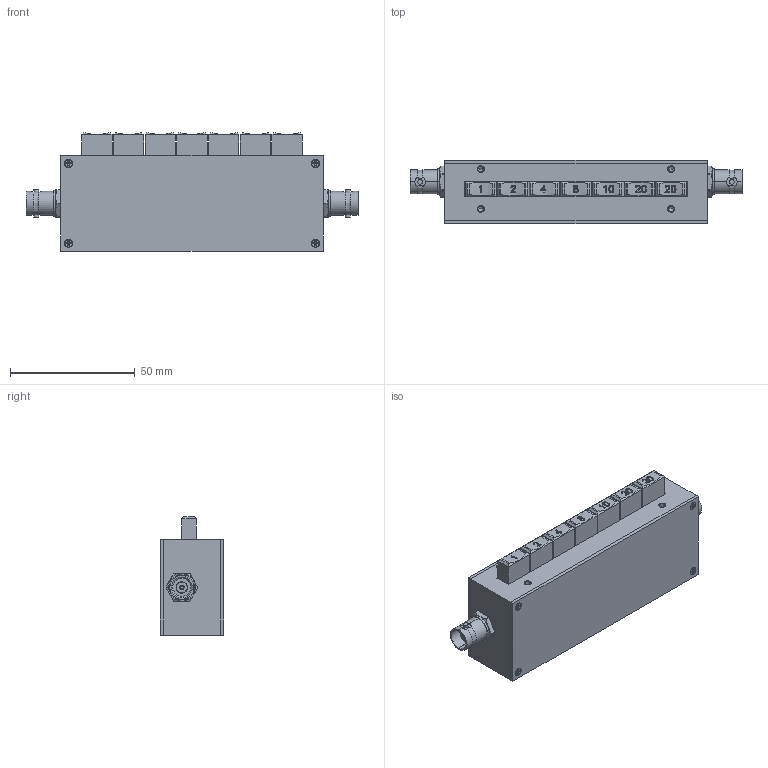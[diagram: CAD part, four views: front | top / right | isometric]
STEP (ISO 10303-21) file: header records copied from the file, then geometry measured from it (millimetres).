
FILE_DESCRIPTION (( 'STEP AP203' ), '1' );
FILE_NAME ('PE7008-1.step', '2019-08-05T20:12:01', ( '' ), ( '' ), 'SwSTEP 2.0', 'SolidWorks 2018', '' );
FILE_SCHEMA (( 'CONFIG_CONTROL_DESIGN' ));
Length unit declared in the file: inch
Products named in the file (1): PE7008-1
Bounding box: 132.84 x 25.4 x 47.24 mm (x, y, z)
Volume: 106973.3 mm3; surface area: 19994 mm2
Topology: 1 solids, 1 shells, 689 faces, 1789 edges, 1158 vertices
Faces by surface type: plane 355, cylinder 169, bspline 97, cone 64, torus 4
Entity records: 28189 total; most frequent: CARTESIAN_POINT 12484, ORIENTED_EDGE 3530, DIRECTION 2806, EDGE_CURVE 1765, VERTEX_POINT 1158, AXIS2_PLACEMENT_3D 965, VECTOR 876, LINE 876
